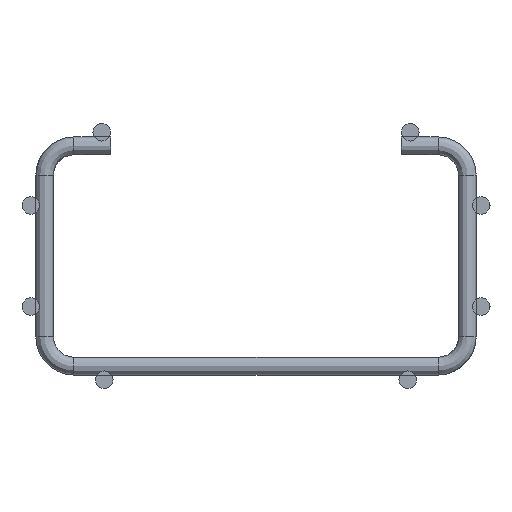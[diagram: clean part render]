
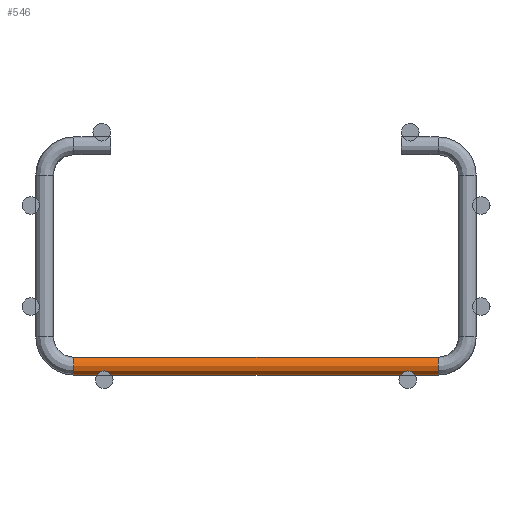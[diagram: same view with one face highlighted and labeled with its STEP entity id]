
A CAD part, left-side view. The second image highlights one B-rep face of the part: STEP entity #546.
In plain terms, the highlighted cylindrical face has radius 2.2 mm (diameter 4.4 mm), a full revolution.
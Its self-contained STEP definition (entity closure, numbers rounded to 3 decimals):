
#212=FACE_OUTER_BOUND('',#247,.T.);
#247=EDGE_LOOP('',(#474,#475,#476,#477,#478,#479));
#264=LINE('',#994,#277);
#277=VECTOR('',#798,2.2);
#305=CIRCLE('',#618,2.2);
#306=CIRCLE('',#619,2.2);
#307=CIRCLE('',#621,2.2);
#308=CIRCLE('',#622,2.2);
#341=VERTEX_POINT('',#987);
#342=VERTEX_POINT('',#989);
#343=VERTEX_POINT('',#993);
#344=VERTEX_POINT('',#995);
#387=EDGE_CURVE('',#341,#342,#305,.T.);
#388=EDGE_CURVE('',#342,#341,#306,.T.);
#389=EDGE_CURVE('',#342,#343,#264,.T.);
#390=EDGE_CURVE('',#343,#344,#307,.T.);
#391=EDGE_CURVE('',#344,#343,#308,.T.);
#474=ORIENTED_EDGE('',*,*,#388,.F.);
#475=ORIENTED_EDGE('',*,*,#389,.T.);
#476=ORIENTED_EDGE('',*,*,#390,.T.);
#477=ORIENTED_EDGE('',*,*,#391,.T.);
#478=ORIENTED_EDGE('',*,*,#389,.F.);
#479=ORIENTED_EDGE('',*,*,#387,.F.);
#515=CYLINDRICAL_SURFACE('',#620,2.2);
#546=ADVANCED_FACE('',(#212),#515,.T.);
#618=AXIS2_PLACEMENT_3D('',#990,#792,#793);
#619=AXIS2_PLACEMENT_3D('',#991,#794,#795);
#620=AXIS2_PLACEMENT_3D('',#992,#796,#797);
#621=AXIS2_PLACEMENT_3D('',#996,#799,#800);
#622=AXIS2_PLACEMENT_3D('',#997,#801,#802);
#792=DIRECTION('center_axis',(0.,1.,0.));
#793=DIRECTION('ref_axis',(1.,0.,0.));
#794=DIRECTION('center_axis',(0.,1.,0.));
#795=DIRECTION('ref_axis',(1.,0.,0.));
#796=DIRECTION('center_axis',(0.,1.,0.));
#797=DIRECTION('ref_axis',(1.,0.,0.));
#798=DIRECTION('',(0.,-1.,0.));
#799=DIRECTION('center_axis',(0.,1.,0.));
#800=DIRECTION('ref_axis',(1.,0.,0.));
#801=DIRECTION('center_axis',(0.,1.,0.));
#802=DIRECTION('ref_axis',(1.,0.,0.));
#987=CARTESIAN_POINT('',(0.,45.,-25.));
#989=CARTESIAN_POINT('',(-2.2,45.,-27.2));
#990=CARTESIAN_POINT('Origin',(0.,45.,-27.2));
#991=CARTESIAN_POINT('Origin',(0.,45.,-27.2));
#992=CARTESIAN_POINT('Origin',(0.,-45.,-27.2));
#993=CARTESIAN_POINT('',(-2.2,-45.,-27.2));
#994=CARTESIAN_POINT('',(-2.2,-45.,-27.2));
#995=CARTESIAN_POINT('',(0.,-45.,-25.));
#996=CARTESIAN_POINT('Origin',(0.,-45.,-27.2));
#997=CARTESIAN_POINT('Origin',(0.,-45.,-27.2));
